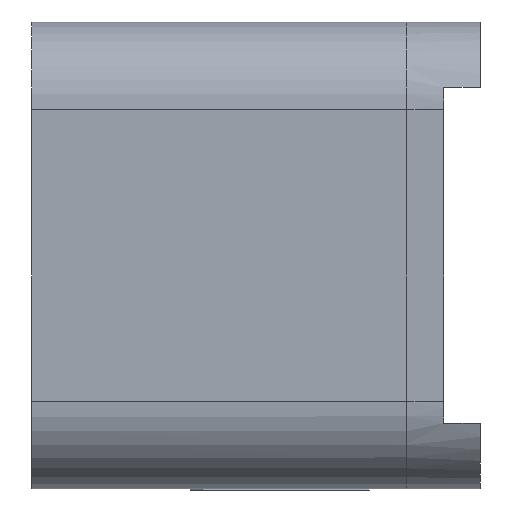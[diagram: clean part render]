
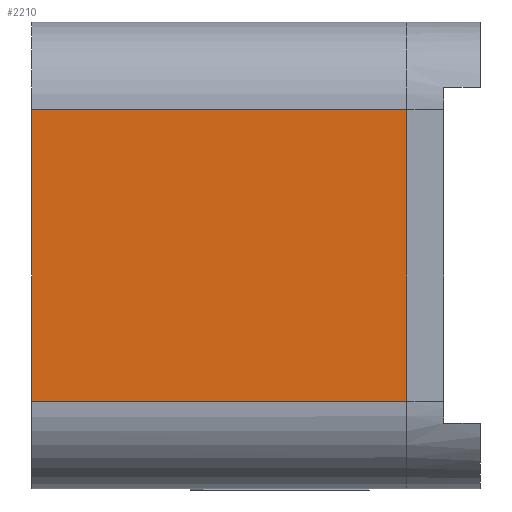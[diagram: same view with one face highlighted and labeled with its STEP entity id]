
A CAD part, left-side view. The second image highlights one B-rep face of the part: STEP entity #2210.
In plain terms, the highlighted planar face has unit normal (-1, 0, 0).
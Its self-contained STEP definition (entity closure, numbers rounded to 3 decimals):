
#306=FACE_OUTER_BOUND('',#433,.T.);
#433=EDGE_LOOP('',(#1676,#1677,#1678,#1679));
#599=LINE('',#3547,#775);
#600=LINE('',#3552,#776);
#601=LINE('',#3554,#777);
#602=LINE('',#3555,#778);
#775=VECTOR('',#2736,10.);
#776=VECTOR('',#2743,10.);
#777=VECTOR('',#2744,10.);
#778=VECTOR('',#2745,10.);
#953=VERTEX_POINT('',#3544);
#954=VERTEX_POINT('',#3546);
#955=VERTEX_POINT('',#3551);
#956=VERTEX_POINT('',#3553);
#1220=EDGE_CURVE('',#954,#953,#599,.T.);
#1222=EDGE_CURVE('',#955,#954,#600,.T.);
#1223=EDGE_CURVE('',#956,#953,#601,.T.);
#1224=EDGE_CURVE('',#955,#956,#602,.T.);
#1676=ORIENTED_EDGE('',*,*,#1222,.T.);
#1677=ORIENTED_EDGE('',*,*,#1220,.T.);
#1678=ORIENTED_EDGE('',*,*,#1223,.F.);
#1679=ORIENTED_EDGE('',*,*,#1224,.F.);
#2132=PLANE('',#2372);
#2210=ADVANCED_FACE('',(#306),#2132,.T.);
#2372=AXIS2_PLACEMENT_3D('',#3550,#2741,#2742);
#2736=DIRECTION('',(0.,-1.,0.));
#2741=DIRECTION('center_axis',(-1.,0.,0.));
#2742=DIRECTION('ref_axis',(0.,0.,-1.));
#2743=DIRECTION('',(0.,0.,-1.));
#2744=DIRECTION('',(0.,0.,-1.));
#2745=DIRECTION('',(0.,-1.,0.));
#3544=CARTESIAN_POINT('',(-38.315,-78.385,43.593));
#3546=CARTESIAN_POINT('',(-38.315,84.858,43.593));
#3547=CARTESIAN_POINT('',(-38.315,84.858,43.593));
#3550=CARTESIAN_POINT('Origin',(-38.315,84.858,170.527));
#3551=CARTESIAN_POINT('',(-38.315,84.858,170.527));
#3552=CARTESIAN_POINT('',(-38.315,84.858,170.527));
#3553=CARTESIAN_POINT('',(-38.315,-78.385,170.527));
#3554=CARTESIAN_POINT('',(-38.315,-78.385,170.527));
#3555=CARTESIAN_POINT('',(-38.315,84.858,170.527));
